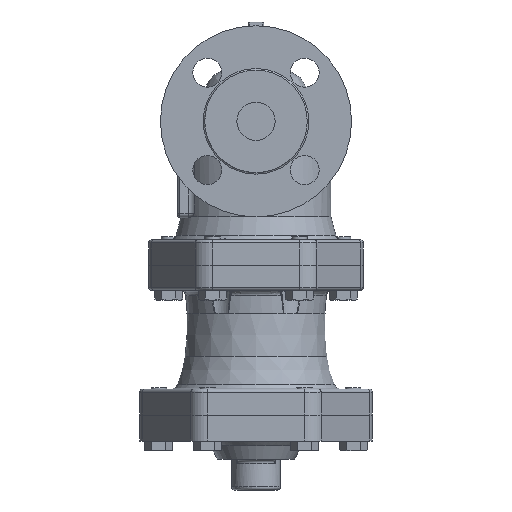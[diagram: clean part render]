
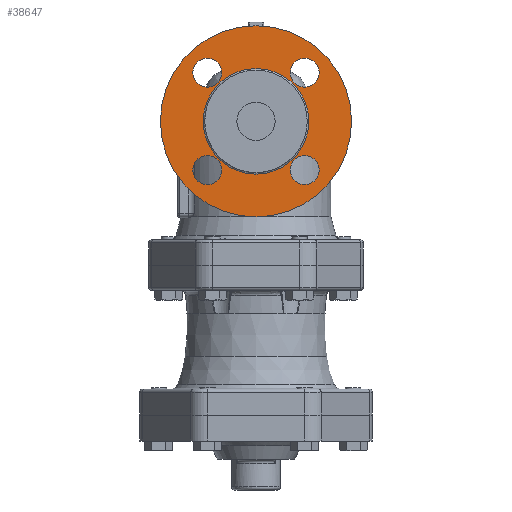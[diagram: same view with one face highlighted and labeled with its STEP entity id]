
A CAD part, left-side view. The second image highlights one B-rep face of the part: STEP entity #38647.
In plain terms, the highlighted free-form (B-spline) face has degree [1, 1] with [2, 2] control points.
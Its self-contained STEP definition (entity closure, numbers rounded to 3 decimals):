
#38569=CARTESIAN_POINT('',(-96.,0.0,128.5));
#38570=VERTEX_POINT('',#38569);
#38571=CARTESIAN_POINT('',(-96.,0.0,94.));
#38572=DIRECTION('',(-1.0,0.0,0.0));
#38573=DIRECTION('',(0.0,0.0,-1.0));
#38574=AXIS2_PLACEMENT_3D('',#38571,#38572,#38573);
#38575=CIRCLE('',#38574,34.5);
#38576=EDGE_CURVE('',#38570,#38570,#38575,.T.);
#38584=CARTESIAN_POINT('',(-96.,62.5,156.5));
#38585=CARTESIAN_POINT('',(-96.,62.5,31.5));
#38586=CARTESIAN_POINT('',(-96.,-62.5,156.5));
#38587=CARTESIAN_POINT('',(-96.,-62.5,31.5));
#38588=B_SPLINE_SURFACE_WITH_KNOTS('',1,1,((#38584,#38586),(#38585,#38587)),.UNSPECIFIED.,.F.,.F.,.U.,(2,2),(2,2),(0.0,125.),(0.0,125.0),.UNSPECIFIED.);
#38589=CARTESIAN_POINT('',(-96.,0.0,156.5));
#38590=VERTEX_POINT('',#38589);
#38591=CARTESIAN_POINT('',(-96.,0.0,94.));
#38592=DIRECTION('',(-1.0,0.0,0.0));
#38593=DIRECTION('',(0.0,0.0,1.0));
#38594=AXIS2_PLACEMENT_3D('',#38591,#38592,#38593);
#38595=CIRCLE('',#38594,62.5);
#38596=EDGE_CURVE('',#38590,#38590,#38595,.T.);
#38597=ORIENTED_EDGE('',*,*,#38596,.T.);
#38598=EDGE_LOOP('',(#38597));
#38599=FACE_OUTER_BOUND('',#38598,.T.);
#38600=CARTESIAN_POINT('',(-96.,-22.32,125.82));
#38601=VERTEX_POINT('',#38600);
#38602=CARTESIAN_POINT('',(-96.,-31.82,125.82));
#38603=DIRECTION('',(1.0,0.0,0.0));
#38604=DIRECTION('',(0.0,1.0,0.0));
#38605=AXIS2_PLACEMENT_3D('',#38602,#38603,#38604);
#38606=CIRCLE('',#38605,9.5);
#38607=EDGE_CURVE('',#38601,#38601,#38606,.T.);
#38608=ORIENTED_EDGE('',*,*,#38607,.T.);
#38609=EDGE_LOOP('',(#38608));
#38610=FACE_BOUND('',#38609,.T.);
#38611=CARTESIAN_POINT('',(-96.,-31.82,71.68));
#38612=VERTEX_POINT('',#38611);
#38613=CARTESIAN_POINT('',(-96.,-31.82,62.18));
#38614=DIRECTION('',(1.0,0.0,0.0));
#38615=DIRECTION('',(0.0,0.0,1.0));
#38616=AXIS2_PLACEMENT_3D('',#38613,#38614,#38615);
#38617=CIRCLE('',#38616,9.5);
#38618=EDGE_CURVE('',#38612,#38612,#38617,.T.);
#38619=ORIENTED_EDGE('',*,*,#38618,.T.);
#38620=EDGE_LOOP('',(#38619));
#38621=FACE_BOUND('',#38620,.T.);
#38622=CARTESIAN_POINT('',(-96.,22.32,62.18));
#38623=VERTEX_POINT('',#38622);
#38624=CARTESIAN_POINT('',(-96.,31.82,62.18));
#38625=DIRECTION('',(1.0,0.0,0.0));
#38626=DIRECTION('',(0.0,-1.0,0.0));
#38627=AXIS2_PLACEMENT_3D('',#38624,#38625,#38626);
#38628=CIRCLE('',#38627,9.5);
#38629=EDGE_CURVE('',#38623,#38623,#38628,.T.);
#38630=ORIENTED_EDGE('',*,*,#38629,.T.);
#38631=EDGE_LOOP('',(#38630));
#38632=FACE_BOUND('',#38631,.T.);
#38633=CARTESIAN_POINT('',(-96.,31.82,116.32));
#38634=VERTEX_POINT('',#38633);
#38635=CARTESIAN_POINT('',(-96.,31.82,125.82));
#38636=DIRECTION('',(1.0,0.0,0.0));
#38637=DIRECTION('',(0.0,0.0,-1.0));
#38638=AXIS2_PLACEMENT_3D('',#38635,#38636,#38637);
#38639=CIRCLE('',#38638,9.5);
#38640=EDGE_CURVE('',#38634,#38634,#38639,.T.);
#38641=ORIENTED_EDGE('',*,*,#38640,.T.);
#38642=EDGE_LOOP('',(#38641));
#38643=FACE_BOUND('',#38642,.T.);
#38644=ORIENTED_EDGE('',*,*,#38576,.F.);
#38645=EDGE_LOOP('',(#38644));
#38646=FACE_BOUND('',#38645,.T.);
#38647=ADVANCED_FACE('',(#38599,#38610,#38621,#38632,#38643,#38646),#38588,.T.);
